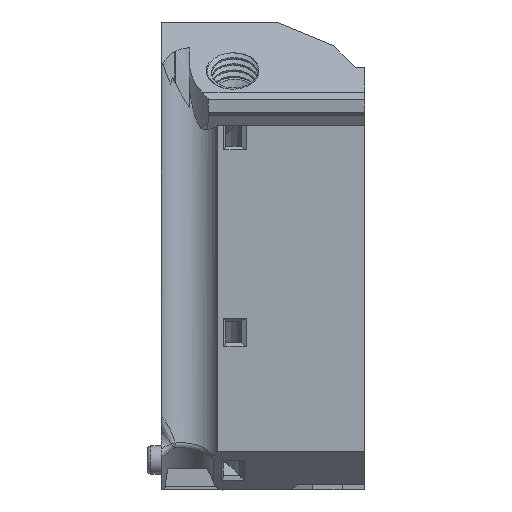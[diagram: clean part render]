
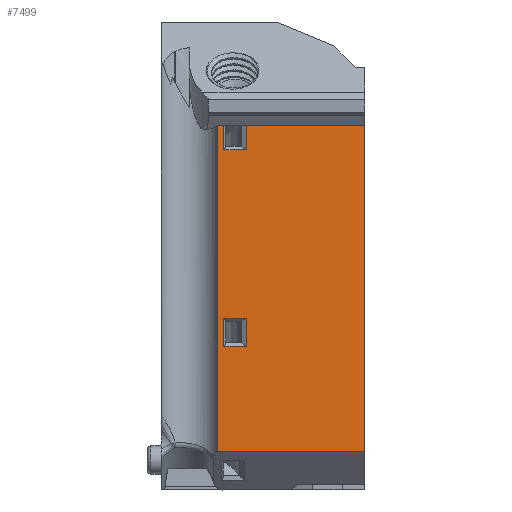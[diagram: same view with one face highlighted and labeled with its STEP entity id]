
A CAD part, left-side view. The second image highlights one B-rep face of the part: STEP entity #7499.
In plain terms, the highlighted planar face has unit normal (-1, 0, 0).
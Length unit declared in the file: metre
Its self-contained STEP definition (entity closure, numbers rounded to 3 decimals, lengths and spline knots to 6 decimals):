
#216=LINE('',#10652,#858);
#218=LINE('',#10656,#860);
#248=LINE('',#10831,#890);
#300=LINE('',#11074,#942);
#389=LINE('',#11816,#1031);
#390=LINE('',#11819,#1032);
#391=LINE('',#11821,#1033);
#392=LINE('',#11823,#1034);
#393=LINE('',#11824,#1035);
#394=LINE('',#11826,#1036);
#395=LINE('',#11828,#1037);
#396=LINE('',#11829,#1038);
#858=VECTOR('',#8576,1.);
#860=VECTOR('',#8578,1.);
#890=VECTOR('',#8650,1.);
#942=VECTOR('',#8742,1.);
#1031=VECTOR('',#8957,1.);
#1032=VECTOR('',#8958,1.);
#1033=VECTOR('',#8959,1.);
#1034=VECTOR('',#8960,1.);
#1035=VECTOR('',#8961,1.);
#1036=VECTOR('',#8962,1.);
#1037=VECTOR('',#8963,1.);
#1038=VECTOR('',#8964,1.);
#1699=PLANE('',#8033);
#2374=ORIENTED_EDGE('',*,*,#4542,.F.);
#2375=ORIENTED_EDGE('',*,*,#4543,.F.);
#2376=ORIENTED_EDGE('',*,*,#4544,.F.);
#2377=ORIENTED_EDGE('',*,*,#4545,.F.);
#2378=ORIENTED_EDGE('',*,*,#4376,.F.);
#2379=ORIENTED_EDGE('',*,*,#4234,.F.);
#2380=ORIENTED_EDGE('',*,*,#4546,.F.);
#2381=ORIENTED_EDGE('',*,*,#4547,.F.);
#2382=ORIENTED_EDGE('',*,*,#4548,.F.);
#2383=ORIENTED_EDGE('',*,*,#4232,.F.);
#2384=ORIENTED_EDGE('',*,*,#4296,.T.);
#2385=ORIENTED_EDGE('',*,*,#4549,.F.);
#4232=EDGE_CURVE('',#5358,#5359,#216,.F.);
#4234=EDGE_CURVE('',#5360,#5361,#218,.F.);
#4296=EDGE_CURVE('',#5358,#5417,#248,.T.);
#4376=EDGE_CURVE('',#5361,#5491,#300,.T.);
#4542=EDGE_CURVE('',#5626,#5627,#389,.T.);
#4543=EDGE_CURVE('',#5628,#5626,#390,.T.);
#4544=EDGE_CURVE('',#5629,#5628,#391,.T.);
#4545=EDGE_CURVE('',#5627,#5629,#392,.T.);
#4546=EDGE_CURVE('',#5630,#5360,#393,.T.);
#4547=EDGE_CURVE('',#5631,#5630,#394,.T.);
#4548=EDGE_CURVE('',#5359,#5631,#395,.T.);
#4549=EDGE_CURVE('',#5491,#5417,#396,.T.);
#5358=VERTEX_POINT('',#10651);
#5359=VERTEX_POINT('',#10653);
#5360=VERTEX_POINT('',#10655);
#5361=VERTEX_POINT('',#10657);
#5417=VERTEX_POINT('',#10830);
#5491=VERTEX_POINT('',#11075);
#5626=VERTEX_POINT('',#11817);
#5627=VERTEX_POINT('',#11818);
#5628=VERTEX_POINT('',#11820);
#5629=VERTEX_POINT('',#11822);
#5630=VERTEX_POINT('',#11825);
#5631=VERTEX_POINT('',#11827);
#6412=EDGE_LOOP('',(#2374,#2375,#2376,#2377));
#6413=EDGE_LOOP('',(#2378,#2379,#2380,#2381,#2382,#2383,#2384,#2385));
#6948=FACE_BOUND('',#6412,.T.);
#6949=FACE_BOUND('',#6413,.T.);
#7499=ADVANCED_FACE('',(#6948,#6949),#1699,.T.);
#8033=AXIS2_PLACEMENT_3D('',#11815,#8955,#8956);
#8576=DIRECTION('',(0.,1.,0.));
#8578=DIRECTION('',(0.,1.,0.));
#8650=DIRECTION('',(0.,0.,-1.));
#8742=DIRECTION('',(0.,0.,-1.));
#8955=DIRECTION('',(-1.,0.,0.));
#8956=DIRECTION('',(0.,0.,1.));
#8957=DIRECTION('',(0.,-1.,0.));
#8958=DIRECTION('',(0.,0.,-1.));
#8959=DIRECTION('',(0.,1.,0.));
#8960=DIRECTION('',(0.,0.,1.));
#8961=DIRECTION('',(0.,0.,1.));
#8962=DIRECTION('',(0.,-1.,0.));
#8963=DIRECTION('',(0.,0.,-1.));
#8964=DIRECTION('',(0.,1.,0.));
#10651=CARTESIAN_POINT('',(0.044957,-0.057568,0.169924));
#10652=CARTESIAN_POINT('',(0.044957,-0.068068,0.169924));
#10653=CARTESIAN_POINT('',(0.044957,-0.058502,0.169924));
#10655=CARTESIAN_POINT('',(0.044957,-0.061647,0.169924));
#10656=CARTESIAN_POINT('',(0.044957,-0.068068,0.169924));
#10657=CARTESIAN_POINT('',(0.044957,-0.078568,0.169924));
#10830=CARTESIAN_POINT('',(0.044957,-0.057568,0.123424));
#10831=CARTESIAN_POINT('',(0.044957,-0.057568,0.14754));
#11074=CARTESIAN_POINT('',(0.044957,-0.078568,0.129024));
#11075=CARTESIAN_POINT('',(0.044957,-0.078568,0.123424));
#11815=CARTESIAN_POINT('',(0.044957,-0.068068,0.146674));
#11816=CARTESIAN_POINT('',(0.044957,-0.065808,0.138424));
#11817=CARTESIAN_POINT('',(0.044957,-0.058502,0.138424));
#11818=CARTESIAN_POINT('',(0.044957,-0.061647,0.138424));
#11819=CARTESIAN_POINT('',(0.044957,-0.058502,0.138424));
#11820=CARTESIAN_POINT('',(0.044957,-0.058502,0.142424));
#11821=CARTESIAN_POINT('',(0.044957,-0.060075,0.142424));
#11822=CARTESIAN_POINT('',(0.044957,-0.061647,0.142424));
#11823=CARTESIAN_POINT('',(0.044957,-0.061647,0.142424));
#11824=CARTESIAN_POINT('',(0.044957,-0.061647,0.142424));
#11825=CARTESIAN_POINT('',(0.044957,-0.061647,0.166424));
#11826=CARTESIAN_POINT('',(0.044957,-0.065808,0.166424));
#11827=CARTESIAN_POINT('',(0.044957,-0.058502,0.166424));
#11828=CARTESIAN_POINT('',(0.044957,-0.058502,0.138424));
#11829=CARTESIAN_POINT('',(0.044957,-0.067763,0.123424));
